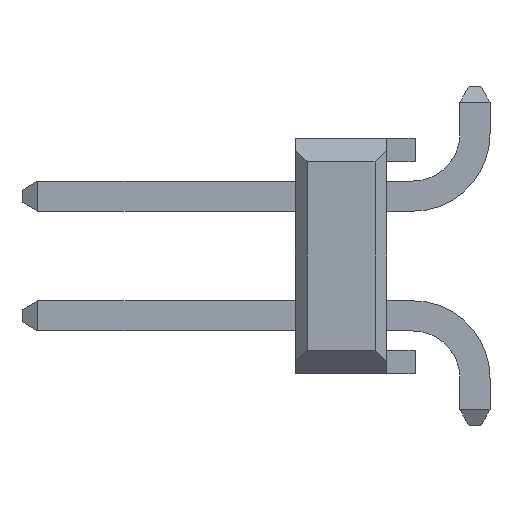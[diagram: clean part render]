
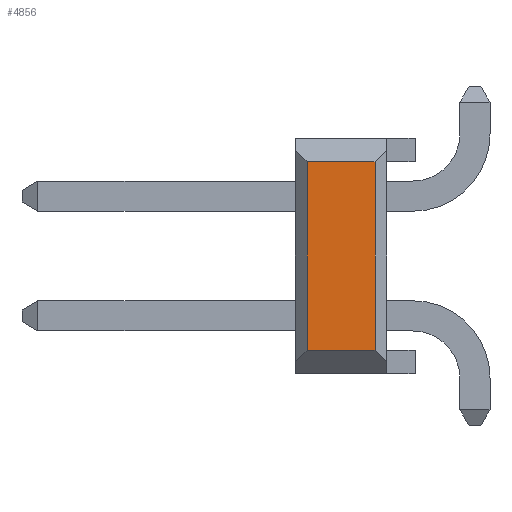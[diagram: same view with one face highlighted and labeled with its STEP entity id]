
A CAD part, left-side view. The second image highlights one B-rep face of the part: STEP entity #4856.
In plain terms, the highlighted planar face has unit normal (-1, 0, 0).
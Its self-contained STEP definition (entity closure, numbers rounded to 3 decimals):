
#2112=DIRECTION('',(0.,-1.,0.));
#2113=VECTOR('',#2112,1.44);
#2114=CARTESIAN_POINT('',(1.27,-0.25,-2.));
#2115=LINE('',#2114,#2113);
#2133=DIRECTION('',(0.,0.,-1.));
#2134=VECTOR('',#2133,4.);
#2135=CARTESIAN_POINT('',(1.27,-0.25,2.));
#2136=LINE('',#2135,#2134);
#2154=DIRECTION('',(0.,-1.,0.));
#2155=VECTOR('',#2154,1.44);
#2156=CARTESIAN_POINT('',(1.27,-0.25,2.));
#2157=LINE('',#2156,#2155);
#2175=DIRECTION('',(0.,0.,-1.));
#2176=VECTOR('',#2175,4.);
#2177=CARTESIAN_POINT('',(1.27,-1.69,2.));
#2178=LINE('',#2177,#2176);
#2752=CARTESIAN_POINT('',(1.27,-0.25,2.));
#2753=CARTESIAN_POINT('',(1.27,-0.25,-2.));
#2754=VERTEX_POINT('',#2752);
#2755=VERTEX_POINT('',#2753);
#2756=CARTESIAN_POINT('',(1.27,-1.69,2.));
#2757=CARTESIAN_POINT('',(1.27,-1.69,-2.));
#2758=VERTEX_POINT('',#2756);
#2759=VERTEX_POINT('',#2757);
#4845=CARTESIAN_POINT('',(1.27,0.,2.5));
#4846=DIRECTION('',(-1.,0.,0.));
#4847=DIRECTION('',(0.,0.,-1.));
#4848=AXIS2_PLACEMENT_3D('',#4845,#4846,#4847);
#4849=PLANE('',#4848);
#4850=ORIENTED_EDGE('',*,*,#4837,.T.);
#4851=ORIENTED_EDGE('',*,*,#4795,.F.);
#4852=ORIENTED_EDGE('',*,*,#4810,.F.);
#4853=ORIENTED_EDGE('',*,*,#4824,.T.);
#4854=EDGE_LOOP('',(#4850,#4851,#4852,#4853));
#4855=FACE_OUTER_BOUND('',#4854,.F.);
#4856=ADVANCED_FACE('',(#4855),#4849,.T.);
#4795=EDGE_CURVE('',#2755,#2759,#2115,.T.);
#4810=EDGE_CURVE('',#2754,#2755,#2136,.T.);
#4824=EDGE_CURVE('',#2754,#2758,#2157,.T.);
#4837=EDGE_CURVE('',#2758,#2759,#2178,.T.);
